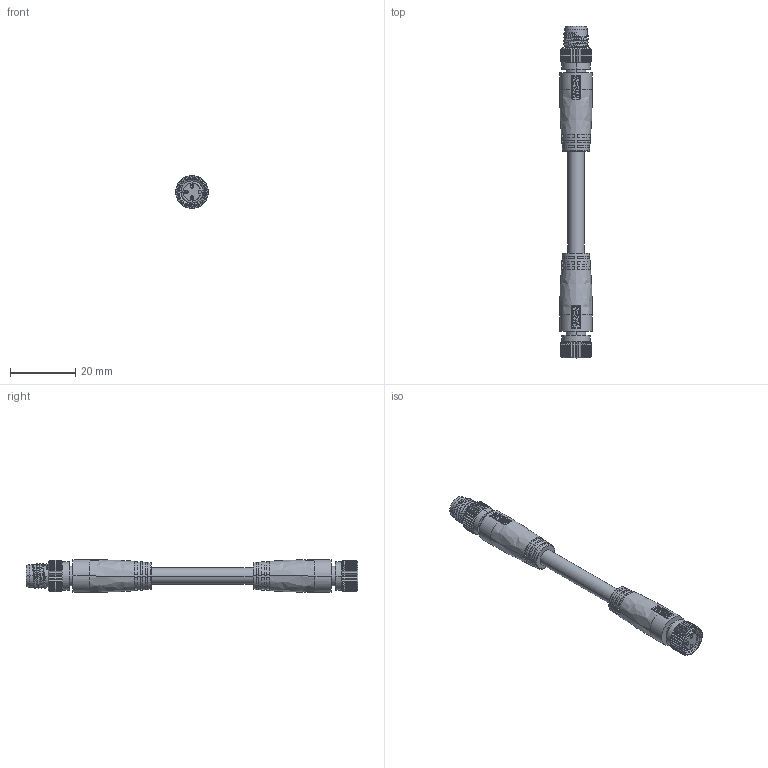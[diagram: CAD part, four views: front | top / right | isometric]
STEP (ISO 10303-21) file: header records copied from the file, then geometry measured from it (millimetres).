
FILE_DESCRIPTION((''),'2;1');
FILE_NAME('M03-F03_SW0002','2020-12-18T',('zq.xu'),(''),'PRO/ENGINEER BY PARAMETRIC TECHNOLOGY CORPORATION, 2012480','PRO/ENGINEER BY PARAMETRIC TECHNOLOGY CORPORATION, 2012480','');
FILE_SCHEMA(('AUTOMOTIVE_DESIGN { 1 0 10303 214 1 1 1 1 }'));
Length unit declared in the file: millimetre
Products named in the file (1): M03-F03_SW0002
Bounding box: 10 x 101.9 x 10 mm (x, y, z)
Volume: 4854.9 mm3; surface area: 4491.1 mm2
Topology: 1 solids, 1 shells, 841 faces, 2270 edges, 1470 vertices
Faces by surface type: plane 447, cylinder 228, bspline 76, cone 48, torus 32, sphere 6, extrusion 4
Entity records: 32522 total; most frequent: CARTESIAN_POINT 12764, ORIENTED_EDGE 4516, DIRECTION 3571, EDGE_CURVE 2258, VERTEX_POINT 1470, AXIS2_PLACEMENT_3D 1372, EDGE_LOOP 892, FACE_OUTER_BOUND 841
